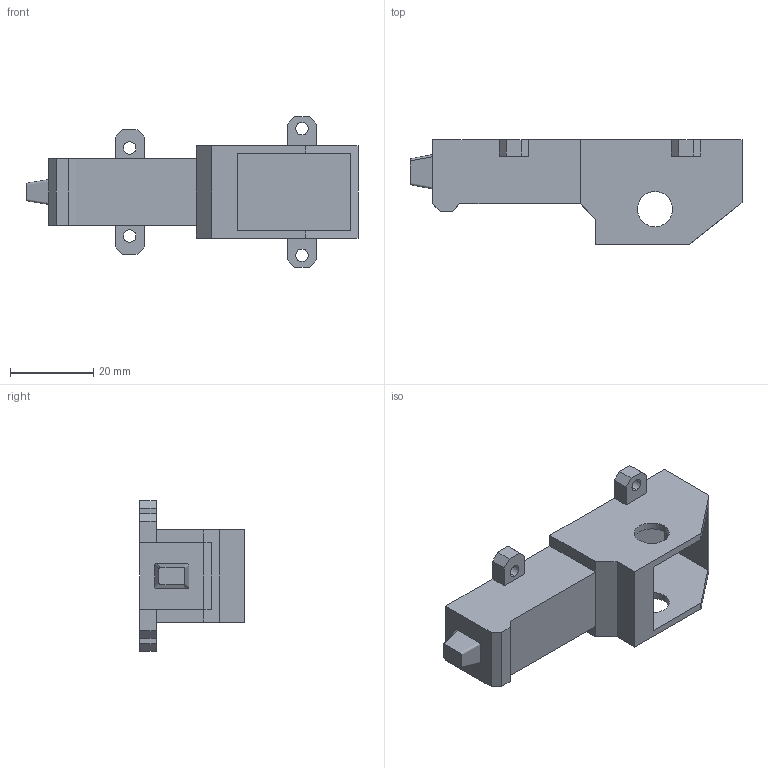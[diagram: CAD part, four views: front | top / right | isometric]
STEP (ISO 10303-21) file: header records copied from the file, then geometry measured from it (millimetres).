
FILE_DESCRIPTION (( 'STEP AP203' ), '1' );
FILE_NAME ('Tarot Landing Gear Hub Mount_Default_sldprt.STEP', '2017-11-29T20:52:13', ( '' ), ( '' ), 'SwSTEP 2.0', 'SolidWorks 2017', '' );
FILE_SCHEMA (( 'CONFIG_CONTROL_DESIGN' ));
Length unit declared in the file: millimetre
Products named in the file (1): Tarot Landing Gear Hub Mount_Default_sldprt
Bounding box: 80 x 25.25 x 36.25 mm (x, y, z)
Volume: 18264 mm3; surface area: 9202.1 mm2
Topology: 1 solids, 1 shells, 61 faces, 184 edges, 126 vertices
Faces by surface type: plane 47, cylinder 12, bspline 2
Entity records: 2341 total; most frequent: CARTESIAN_POINT 564, ORIENTED_EDGE 368, DIRECTION 326, EDGE_CURVE 184, LINE 150, VECTOR 150, VERTEX_POINT 126, AXIS2_PLACEMENT_3D 88
